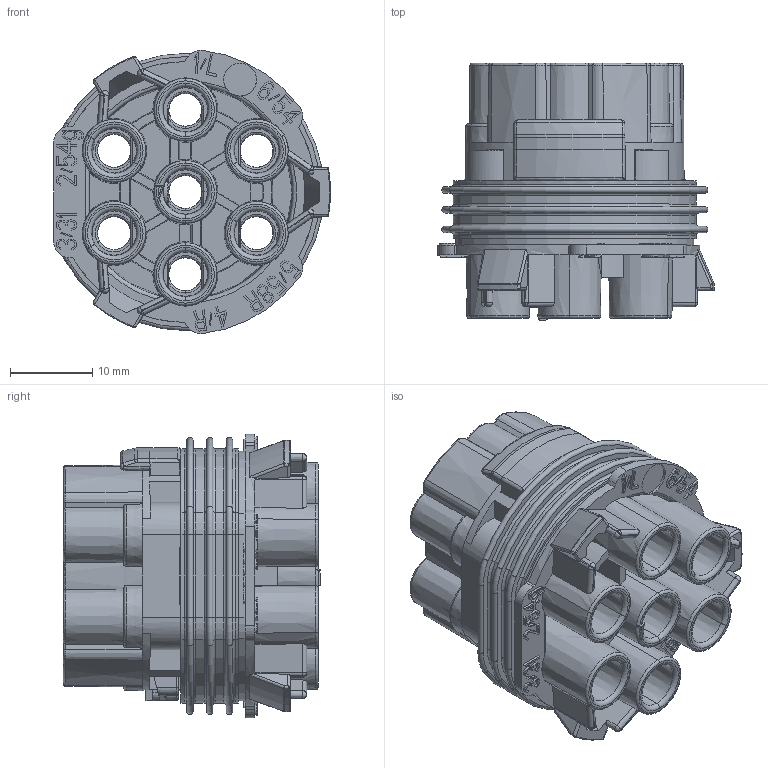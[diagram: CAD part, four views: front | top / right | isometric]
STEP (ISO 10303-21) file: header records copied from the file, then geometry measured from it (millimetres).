
FILE_DESCRIPTION((''),'2;1');
FILE_NAME('382509','2014-08-05T',('temk'),(''),'PRO/ENGINEER BY PARAMETRIC TECHNOLOGY CORPORATION, 2012480','PRO/ENGINEER BY PARAMETRIC TECHNOLOGY CORPORATION, 2012480','');
FILE_SCHEMA(('CONFIG_CONTROL_DESIGN'));
Length unit declared in the file: millimetre
Products named in the file (1): 382509
Bounding box: 33.64 x 31.3 x 34.47 mm (x, y, z)
Volume: 9840.2 mm3; surface area: 15778.7 mm2
Topology: 1 solids, 1 shells, 2410 faces, 6450 edges, 4109 vertices
Faces by surface type: plane 1530, cone 238, cylinder 206, torus 188, bspline 172, sphere 76
Entity records: 81092 total; most frequent: CARTESIAN_POINT 22296, ORIENTED_EDGE 12896, DIRECTION 11364, EDGE_CURVE 6448, VECTOR 4250, LINE 4250, VERTEX_POINT 4109, AXIS2_PLACEMENT_3D 3557
